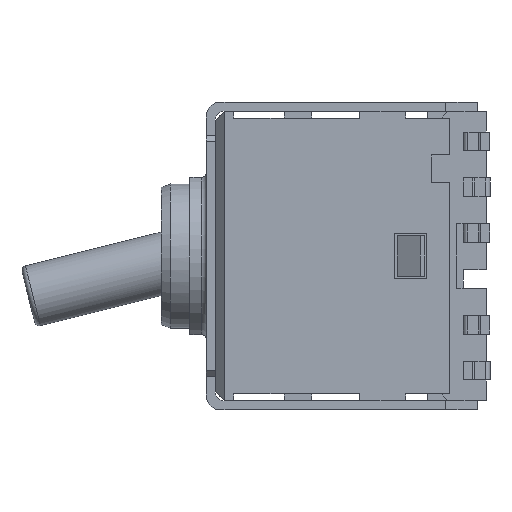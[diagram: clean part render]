
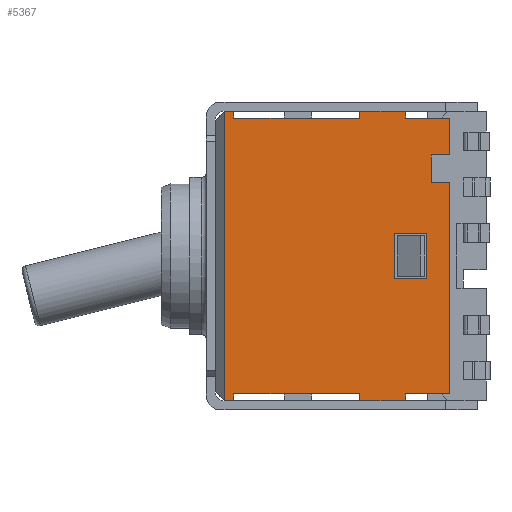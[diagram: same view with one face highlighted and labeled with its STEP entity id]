
A CAD part, left-side view. The second image highlights one B-rep face of the part: STEP entity #5367.
In plain terms, the highlighted planar face has unit normal (-1, 0, 0).
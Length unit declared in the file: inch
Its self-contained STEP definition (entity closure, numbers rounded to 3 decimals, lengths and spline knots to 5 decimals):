
#241=ORIENTED_EDGE('',*,*,#1793,.T.);
#242=ORIENTED_EDGE('',*,*,#1819,.F.);
#243=ORIENTED_EDGE('',*,*,#1820,.T.);
#244=ORIENTED_EDGE('',*,*,#1821,.T.);
#245=ORIENTED_EDGE('',*,*,#1822,.F.);
#246=ORIENTED_EDGE('',*,*,#1823,.F.);
#247=ORIENTED_EDGE('',*,*,#1824,.T.);
#248=ORIENTED_EDGE('',*,*,#1825,.T.);
#249=ORIENTED_EDGE('',*,*,#1826,.T.);
#250=ORIENTED_EDGE('',*,*,#1827,.T.);
#251=ORIENTED_EDGE('',*,*,#1828,.T.);
#252=ORIENTED_EDGE('',*,*,#1829,.T.);
#253=ORIENTED_EDGE('',*,*,#1830,.F.);
#254=ORIENTED_EDGE('',*,*,#1831,.F.);
#255=ORIENTED_EDGE('',*,*,#1832,.T.);
#256=ORIENTED_EDGE('',*,*,#1833,.T.);
#257=ORIENTED_EDGE('',*,*,#1805,.T.);
#258=ORIENTED_EDGE('',*,*,#1790,.T.);
#259=ORIENTED_EDGE('',*,*,#1834,.T.);
#260=ORIENTED_EDGE('',*,*,#1781,.F.);
#261=ORIENTED_EDGE('',*,*,#1818,.T.);
#262=ORIENTED_EDGE('',*,*,#1810,.T.);
#263=ORIENTED_EDGE('',*,*,#1813,.T.);
#264=ORIENTED_EDGE('',*,*,#1816,.T.);
#1781=EDGE_CURVE('',#2575,#2568,#3105,.T.);
#1790=EDGE_CURVE('',#2580,#2563,#3114,.T.);
#1793=EDGE_CURVE('',#2575,#2583,#3117,.T.);
#1805=EDGE_CURVE('',#2593,#2580,#3129,.T.);
#1810=EDGE_CURVE('',#2595,#2597,#3134,.T.);
#1813=EDGE_CURVE('',#2597,#2599,#3137,.T.);
#1816=EDGE_CURVE('',#2599,#2601,#3140,.T.);
#1818=EDGE_CURVE('',#2601,#2595,#3142,.T.);
#1819=EDGE_CURVE('',#2602,#2583,#3143,.T.);
#1820=EDGE_CURVE('',#2602,#2603,#3144,.T.);
#1821=EDGE_CURVE('',#2603,#2604,#3145,.T.);
#1822=EDGE_CURVE('',#2605,#2604,#3146,.T.);
#1823=EDGE_CURVE('',#2606,#2605,#3147,.T.);
#1824=EDGE_CURVE('',#2606,#2607,#3148,.T.);
#1825=EDGE_CURVE('',#2607,#2608,#3149,.T.);
#1826=EDGE_CURVE('',#2608,#2609,#3150,.T.);
#1827=EDGE_CURVE('',#2609,#2610,#3151,.T.);
#1828=EDGE_CURVE('',#2610,#2611,#3152,.T.);
#1829=EDGE_CURVE('',#2611,#2612,#3153,.T.);
#1830=EDGE_CURVE('',#2613,#2612,#3154,.T.);
#1831=EDGE_CURVE('',#2614,#2613,#3155,.T.);
#1832=EDGE_CURVE('',#2614,#2615,#3156,.T.);
#1833=EDGE_CURVE('',#2615,#2593,#3157,.T.);
#1834=EDGE_CURVE('',#2563,#2568,#3158,.T.);
#2563=VERTEX_POINT('',#7537);
#2568=VERTEX_POINT('',#7548);
#2575=VERTEX_POINT('',#7564);
#2580=VERTEX_POINT('',#7580);
#2583=VERTEX_POINT('',#7588);
#2593=VERTEX_POINT('',#7614);
#2595=VERTEX_POINT('',#7619);
#2597=VERTEX_POINT('',#7623);
#2599=VERTEX_POINT('',#7629);
#2601=VERTEX_POINT('',#7635);
#2602=VERTEX_POINT('',#7642);
#2603=VERTEX_POINT('',#7644);
#2604=VERTEX_POINT('',#7646);
#2605=VERTEX_POINT('',#7648);
#2606=VERTEX_POINT('',#7650);
#2607=VERTEX_POINT('',#7652);
#2608=VERTEX_POINT('',#7654);
#2609=VERTEX_POINT('',#7656);
#2610=VERTEX_POINT('',#7658);
#2611=VERTEX_POINT('',#7660);
#2612=VERTEX_POINT('',#7662);
#2613=VERTEX_POINT('',#7664);
#2614=VERTEX_POINT('',#7666);
#2615=VERTEX_POINT('',#7668);
#3105=LINE('',#7565,#3813);
#3114=LINE('',#7583,#3822);
#3117=LINE('',#7589,#3825);
#3129=LINE('',#7613,#3837);
#3134=LINE('',#7624,#3842);
#3137=LINE('',#7630,#3845);
#3140=LINE('',#7636,#3848);
#3142=LINE('',#7639,#3850);
#3143=LINE('',#7641,#3851);
#3144=LINE('',#7643,#3852);
#3145=LINE('',#7645,#3853);
#3146=LINE('',#7647,#3854);
#3147=LINE('',#7649,#3855);
#3148=LINE('',#7651,#3856);
#3149=LINE('',#7653,#3857);
#3150=LINE('',#7655,#3858);
#3151=LINE('',#7657,#3859);
#3152=LINE('',#7659,#3860);
#3153=LINE('',#7661,#3861);
#3154=LINE('',#7663,#3862);
#3155=LINE('',#7665,#3863);
#3156=LINE('',#7667,#3864);
#3157=LINE('',#7669,#3865);
#3158=LINE('',#7670,#3866);
#3813=VECTOR('',#6091,39.37008);
#3822=VECTOR('',#6106,39.37008);
#3825=VECTOR('',#6111,39.37008);
#3837=VECTOR('',#6129,39.37008);
#3842=VECTOR('',#6136,39.37008);
#3845=VECTOR('',#6141,39.37008);
#3848=VECTOR('',#6146,39.37008);
#3850=VECTOR('',#6150,39.37008);
#3851=VECTOR('',#6153,39.37008);
#3852=VECTOR('',#6154,39.37008);
#3853=VECTOR('',#6155,39.37008);
#3854=VECTOR('',#6156,39.37008);
#3855=VECTOR('',#6157,39.37008);
#3856=VECTOR('',#6158,39.37008);
#3857=VECTOR('',#6159,39.37008);
#3858=VECTOR('',#6160,39.37008);
#3859=VECTOR('',#6161,39.37008);
#3860=VECTOR('',#6162,39.37008);
#3861=VECTOR('',#6163,39.37008);
#3862=VECTOR('',#6164,39.37008);
#3863=VECTOR('',#6165,39.37008);
#3864=VECTOR('',#6166,39.37008);
#3865=VECTOR('',#6167,39.37008);
#3866=VECTOR('',#6168,39.37008);
#4515=EDGE_LOOP('',(#241,#242,#243,#244,#245,#246,#247,#248,#249,#250,#251,
#252,#253,#254,#255,#256,#257,#258,#259,#260));
#4516=EDGE_LOOP('',(#261,#262,#263,#264));
#4819=FACE_BOUND('',#4515,.T.);
#4820=FACE_BOUND('',#4516,.T.);
#5123=PLANE('',#5703);
#5367=ADVANCED_FACE('',(#4819,#4820),#5123,.T.);
#5703=AXIS2_PLACEMENT_3D('',#7640,#6151,#6152);
#6091=DIRECTION('',(0.,1.,0.));
#6106=DIRECTION('',(0.,1.,0.));
#6111=DIRECTION('',(0.,0.,1.));
#6129=DIRECTION('',(0.,0.,1.));
#6136=DIRECTION('',(0.,0.,1.));
#6141=DIRECTION('',(0.,-1.,0.));
#6146=DIRECTION('',(0.,0.,-1.));
#6150=DIRECTION('',(0.,1.,0.));
#6151=DIRECTION('',(-1.,0.,0.));
#6152=DIRECTION('',(0.,0.,1.));
#6153=DIRECTION('',(0.,1.,0.));
#6154=DIRECTION('',(0.,0.,-1.));
#6155=DIRECTION('',(0.,-1.,0.));
#6156=DIRECTION('',(0.,0.,-1.));
#6157=DIRECTION('',(0.,1.,0.));
#6158=DIRECTION('',(0.,0.,1.));
#6159=DIRECTION('',(0.,1.,0.));
#6160=DIRECTION('',(0.,0.,1.));
#6161=DIRECTION('',(0.,-1.,0.));
#6162=DIRECTION('',(0.,0.,1.));
#6163=DIRECTION('',(0.,1.,0.));
#6164=DIRECTION('',(0.,0.,-1.));
#6165=DIRECTION('',(0.,-1.,0.));
#6166=DIRECTION('',(0.,0.,-1.));
#6167=DIRECTION('',(0.,1.,0.));
#6168=DIRECTION('',(0.,0.,-1.));
#7537=CARTESIAN_POINT('',(-0.0985,-0.01,0.1575));
#7548=CARTESIAN_POINT('',(-0.0985,-0.01,-0.1575));
#7564=CARTESIAN_POINT('',(-0.0985,-0.02,-0.1575));
#7565=CARTESIAN_POINT('',(-0.0985,-0.02,-0.1575));
#7580=CARTESIAN_POINT('',(-0.0985,-0.02,0.1575));
#7583=CARTESIAN_POINT('',(-0.0985,-0.02,0.1575));
#7588=CARTESIAN_POINT('',(-0.0985,-0.02,-0.15));
#7589=CARTESIAN_POINT('',(-0.0985,-0.02,-0.1575));
#7613=CARTESIAN_POINT('',(-0.0985,-0.02,-0.1575));
#7614=CARTESIAN_POINT('',(-0.0985,-0.02,0.15));
#7619=CARTESIAN_POINT('',(-0.0985,-0.195,-0.025));
#7623=CARTESIAN_POINT('',(-0.0985,-0.195,0.025));
#7624=CARTESIAN_POINT('',(-0.0985,-0.195,-0.15));
#7629=CARTESIAN_POINT('',(-0.0985,-0.23,0.025));
#7630=CARTESIAN_POINT('',(-0.0985,-0.295,0.025));
#7635=CARTESIAN_POINT('',(-0.0985,-0.23,-0.025));
#7636=CARTESIAN_POINT('',(-0.0985,-0.23,-0.15));
#7639=CARTESIAN_POINT('',(-0.0985,-0.295,-0.025));
#7640=CARTESIAN_POINT('',(-0.0985,-0.295,-0.15));
#7641=CARTESIAN_POINT('',(-0.0985,-0.295,-0.15));
#7642=CARTESIAN_POINT('',(-0.0985,-0.157,-0.15));
#7643=CARTESIAN_POINT('',(-0.0985,-0.157,0.1575));
#7644=CARTESIAN_POINT('',(-0.0985,-0.157,-0.1575));
#7645=CARTESIAN_POINT('',(-0.0985,-0.157,-0.1575));
#7646=CARTESIAN_POINT('',(-0.0985,-0.207,-0.1575));
#7647=CARTESIAN_POINT('',(-0.0985,-0.207,0.1575));
#7648=CARTESIAN_POINT('',(-0.0985,-0.207,-0.15));
#7649=CARTESIAN_POINT('',(-0.0985,-0.295,-0.15));
#7650=CARTESIAN_POINT('',(-0.0985,-0.255,-0.15));
#7651=CARTESIAN_POINT('',(-0.0985,-0.255,-0.1575));
#7652=CARTESIAN_POINT('',(-0.0985,-0.255,0.08));
#7653=CARTESIAN_POINT('',(-0.0985,-0.255,0.08));
#7654=CARTESIAN_POINT('',(-0.0985,-0.235,0.08));
#7655=CARTESIAN_POINT('',(-0.0985,-0.235,0.08));
#7656=CARTESIAN_POINT('',(-0.0985,-0.235,0.11));
#7657=CARTESIAN_POINT('',(-0.0985,-0.235,0.11));
#7658=CARTESIAN_POINT('',(-0.0985,-0.255,0.11));
#7659=CARTESIAN_POINT('',(-0.0985,-0.255,0.11));
#7660=CARTESIAN_POINT('',(-0.0985,-0.255,0.15));
#7661=CARTESIAN_POINT('',(-0.0985,-0.295,0.15));
#7662=CARTESIAN_POINT('',(-0.0985,-0.207,0.15));
#7663=CARTESIAN_POINT('',(-0.0985,-0.207,0.1575));
#7664=CARTESIAN_POINT('',(-0.0985,-0.207,0.1575));
#7665=CARTESIAN_POINT('',(-0.0985,-0.157,0.1575));
#7666=CARTESIAN_POINT('',(-0.0985,-0.157,0.1575));
#7667=CARTESIAN_POINT('',(-0.0985,-0.157,0.1575));
#7668=CARTESIAN_POINT('',(-0.0985,-0.157,0.15));
#7669=CARTESIAN_POINT('',(-0.0985,-0.295,0.15));
#7670=CARTESIAN_POINT('',(-0.0985,-0.01,0.1675));
